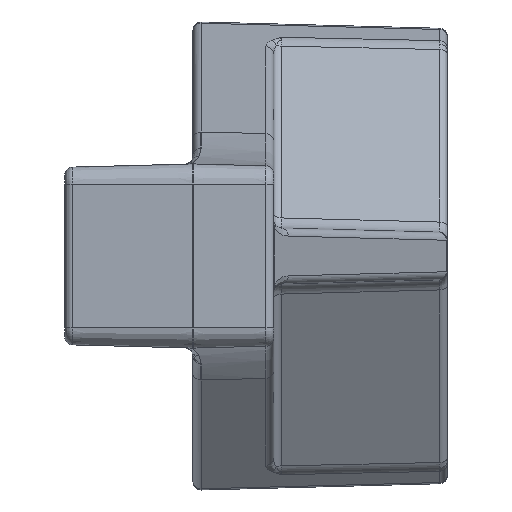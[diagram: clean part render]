
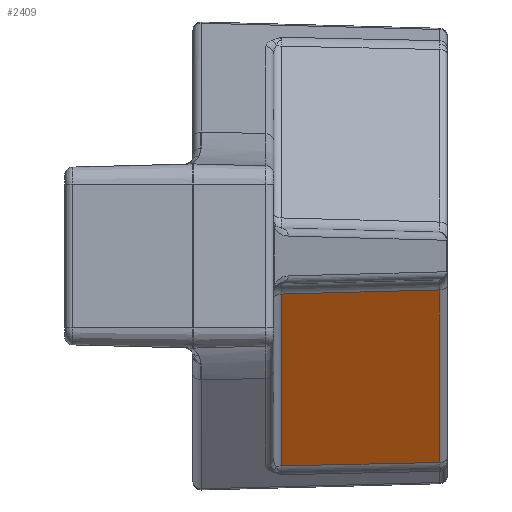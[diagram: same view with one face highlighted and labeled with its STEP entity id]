
A CAD part, left-side view. The second image highlights one B-rep face of the part: STEP entity #2409.
In plain terms, the highlighted planar face has unit normal (-0.866, -0.026, -0.5).
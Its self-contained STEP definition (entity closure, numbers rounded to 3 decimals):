
#1028 = VECTOR ( 'NONE', #6363, 1000. ) ;
#1057 = VECTOR ( 'NONE', #2115, 1000. ) ;
#1089 = CARTESIAN_POINT ( 'NONE',  ( 2.72, -2.195, -5.198 ) ) ;
#1592 = CARTESIAN_POINT ( 'NONE',  ( 2.719, -2.195, -5.197 ) ) ;
#1872 = CARTESIAN_POINT ( 'NONE',  ( 2.793, -6.298, -5.109 ) ) ;
#2115 = DIRECTION ( 'NONE',  ( -0.015, 1., -0.026 ) ) ;
#2305 = VECTOR ( 'NONE', #6188, 1000. ) ;
#2409 = ADVANCED_FACE ( 'NONE', ( #7303 ), #6572, .T. ) ;
#2719 = LINE ( 'NONE', #1872, #1028 ) ;
#2734 = EDGE_CURVE ( 'NONE', #8139, #3213, #2719, .T. ) ;
#2741 = DIRECTION ( 'NONE',  ( -0.866, -0.026, -0.5 ) ) ;
#3213 = VERTEX_POINT ( 'NONE', #4449 ) ;
#3239 = ORIENTED_EDGE ( 'NONE', *, *, #4521, .T. ) ;
#3470 = DIRECTION ( 'NONE',  ( -0.5, 0., 0.866 ) ) ;
#3515 = CARTESIAN_POINT ( 'NONE',  ( 0.263, -2.195, -0.942 ) ) ;
#4027 = CARTESIAN_POINT ( 'NONE',  ( 0.26, -2.004, -0.947 ) ) ;
#4070 = VECTOR ( 'NONE', #7666, 1000. ) ;
#4190 = ORIENTED_EDGE ( 'NONE', *, *, #8034, .T. ) ;
#4449 = CARTESIAN_POINT ( 'NONE',  ( 2.789, -6.105, -5.113 ) ) ;
#4521 = EDGE_CURVE ( 'NONE', #3213, #6021, #6788, .T. ) ;
#5007 = ORIENTED_EDGE ( 'NONE', *, *, #2734, .T. ) ;
#5744 = LINE ( 'NONE', #1089, #4070 ) ;
#6021 = VERTEX_POINT ( 'NONE', #7586 ) ;
#6188 = DIRECTION ( 'NONE',  ( -0.5, 0., 0.866 ) ) ;
#6350 = EDGE_LOOP ( 'NONE', ( #5007, #3239, #4190, #7460 ) ) ;
#6363 = DIRECTION ( 'NONE',  ( 0.018, -1., 0.021 ) ) ;
#6433 = VERTEX_POINT ( 'NONE', #3515 ) ;
#6572 = PLANE ( 'NONE',  #8050 ) ;
#6788 = LINE ( 'NONE', #7394, #2305 ) ;
#7284 = CARTESIAN_POINT ( 'NONE',  ( 4.407, 0., -8.235 ) ) ;
#7303 = FACE_OUTER_BOUND ( 'NONE', #6350, .T. ) ;
#7394 = CARTESIAN_POINT ( 'NONE',  ( 4.545, -6.105, -8.155 ) ) ;
#7460 = ORIENTED_EDGE ( 'NONE', *, *, #8260, .T. ) ;
#7586 = CARTESIAN_POINT ( 'NONE',  ( 0.322, -6.105, -0.84 ) ) ;
#7666 = DIRECTION ( 'NONE',  ( 0.5, 0., -0.866 ) ) ;
#8034 = EDGE_CURVE ( 'NONE', #6021, #6433, #8259, .T. ) ;
#8050 = AXIS2_PLACEMENT_3D ( 'NONE', #7284, #2741, #3470 ) ;
#8139 = VERTEX_POINT ( 'NONE', #1592 ) ;
#8259 = LINE ( 'NONE', #4027, #1057 ) ;
#8260 = EDGE_CURVE ( 'NONE', #6433, #8139, #5744, .T. ) ;
